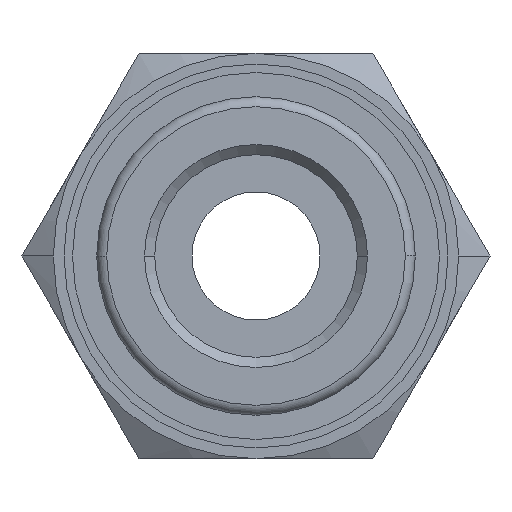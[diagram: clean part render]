
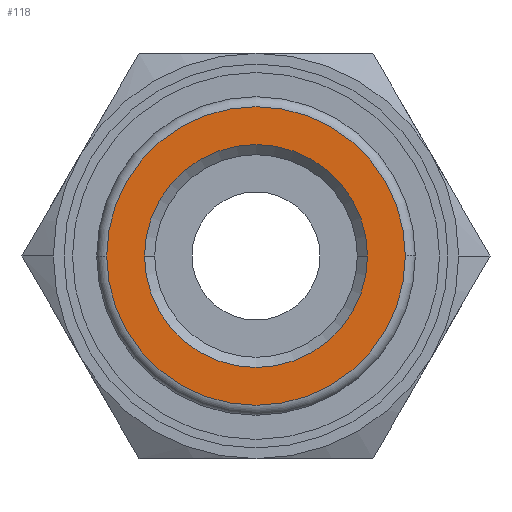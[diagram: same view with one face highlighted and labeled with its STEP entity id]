
A CAD part, front view. The second image highlights one B-rep face of the part: STEP entity #118.
In plain terms, the highlighted planar face has unit normal (0, -1, 0).
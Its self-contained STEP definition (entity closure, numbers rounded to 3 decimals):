
#118=ADVANCED_FACE('',(#289,#290),#291,.T.);
#289=FACE_BOUND('',#518,.T.);
#290=FACE_OUTER_BOUND('',#519,.T.);
#291=PLANE('',#520);
#518=EDGE_LOOP('',(#808,#809));
#519=EDGE_LOOP('',(#810,#811));
#520=AXIS2_PLACEMENT_3D('',#812,#813,#814);
#808=ORIENTED_EDGE('',*,*,#1294,.T.);
#809=ORIENTED_EDGE('',*,*,#1334,.T.);
#810=ORIENTED_EDGE('',*,*,#1335,.T.);
#811=ORIENTED_EDGE('',*,*,#1336,.T.);
#812=CARTESIAN_POINT('',(0.0,0.0,0.0));
#813=DIRECTION('',(0.0,-1.0,0.0));
#814=DIRECTION('',(-1.0,0.0,0.0));
#1294=EDGE_CURVE('',#1525,#1523,#1526,.T.);
#1334=EDGE_CURVE('',#1523,#1525,#1593,.T.);
#1335=EDGE_CURVE('',#1594,#1595,#1596,.T.);
#1336=EDGE_CURVE('',#1595,#1594,#1597,.T.);
#1523=VERTEX_POINT('',#1839);
#1525=VERTEX_POINT('',#1842);
#1526=CIRCLE('',#1843,5.225);
#1593=CIRCLE('',#1957,5.225);
#1594=VERTEX_POINT('',#1958);
#1595=VERTEX_POINT('',#1959);
#1596=CIRCLE('',#1960,7.0);
#1597=CIRCLE('',#1961,7.0);
#1839=CARTESIAN_POINT('',(5.225,0.0,0.));
#1842=CARTESIAN_POINT('',(-5.225,0.0,0.));
#1843=AXIS2_PLACEMENT_3D('',#2429,#2430,#2431);
#1957=AXIS2_PLACEMENT_3D('',#2510,#2511,#2512);
#1958=CARTESIAN_POINT('',(7.0,0.0,0.0));
#1959=CARTESIAN_POINT('',(-7.0,0.0,0.));
#1960=AXIS2_PLACEMENT_3D('',#2513,#2514,#2515);
#1961=AXIS2_PLACEMENT_3D('',#2516,#2517,#2518);
#2429=CARTESIAN_POINT('',(0.0,0.0,0.0));
#2430=DIRECTION('',(-0.0,1.0,0.0));
#2431=DIRECTION('',(1.0,0.0,0.0));
#2510=CARTESIAN_POINT('',(0.0,0.0,0.0));
#2511=DIRECTION('',(-0.0,1.0,0.0));
#2512=DIRECTION('',(1.0,0.0,0.0));
#2513=CARTESIAN_POINT('',(0.0,0.0,0.0));
#2514=DIRECTION('',(0.0,-1.0,0.0));
#2515=DIRECTION('',(1.0,0.0,0.0));
#2516=CARTESIAN_POINT('',(0.0,0.0,0.0));
#2517=DIRECTION('',(0.0,-1.0,0.0));
#2518=DIRECTION('',(1.0,0.0,0.0));
